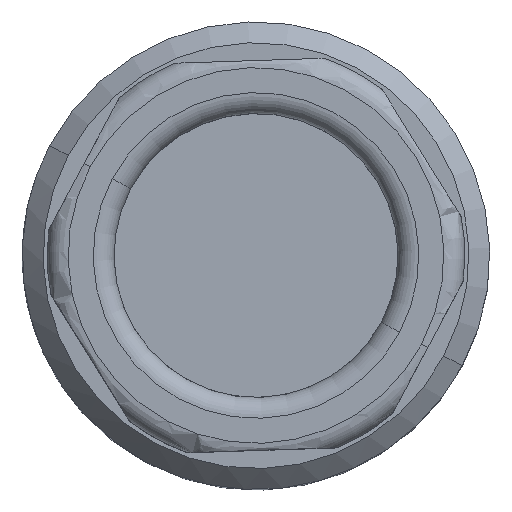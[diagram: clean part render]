
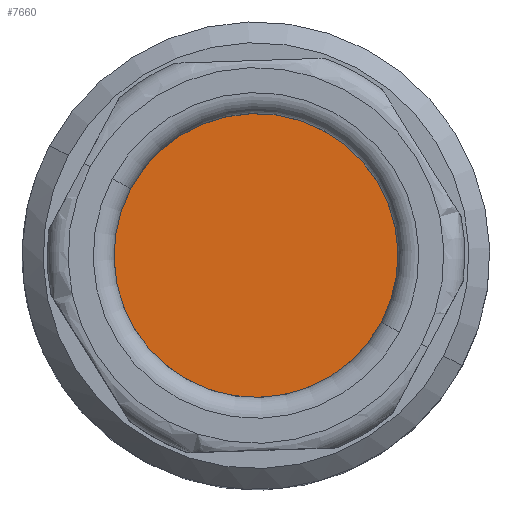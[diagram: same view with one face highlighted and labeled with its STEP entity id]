
A CAD part, top view. The second image highlights one B-rep face of the part: STEP entity #7660.
In plain terms, the highlighted planar face has unit normal (0, 0, 1).
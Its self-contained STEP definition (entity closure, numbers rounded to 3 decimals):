
#6738=AXIS2_PLACEMENT_3D('Plane Axis2P3D',#6735,#6736,#6737) ;
#7620=AXIS2_PLACEMENT_3D('Circle Axis2P3D',#7618,#7619,$) ;
#7646=AXIS2_PLACEMENT_3D('Circle Axis2P3D',#7644,#7645,$) ;
#6735=CARTESIAN_POINT('Axis2P3D Location',(8.4,8.4,44.95)) ;
#7618=CARTESIAN_POINT('Axis2P3D Location',(8.4,8.4,44.95)) ;
#7622=CARTESIAN_POINT('Vertex',(3.222,11.165,44.95)) ;
#7624=CARTESIAN_POINT('Vertex',(13.578,5.635,44.95)) ;
#7644=CARTESIAN_POINT('Axis2P3D Location',(8.4,8.4,44.95)) ;
#6736=DIRECTION('Axis2P3D Direction',(0.,-0.,1.)) ;
#6737=DIRECTION('Axis2P3D XDirection',(0.471,0.882,0.)) ;
#7619=DIRECTION('Axis2P3D Direction',(0.,0.,-1.)) ;
#7645=DIRECTION('Axis2P3D Direction',(0.,0.,-1.)) ;
#7657=ORIENTED_EDGE('',*,*,#7648,.T.) ;
#7658=ORIENTED_EDGE('',*,*,#7626,.T.) ;
#7660=ADVANCED_FACE('Hauptk\X2\00F6\X0\rper',(#7659),#6739,.T.) ;
#7621=CIRCLE('generated circle',#7620,5.87) ;
#7647=CIRCLE('generated circle',#7646,5.87) ;
#7626=EDGE_CURVE('',#7623,#7625,#7621,.F.) ;
#7648=EDGE_CURVE('',#7625,#7623,#7647,.F.) ;
#7656=EDGE_LOOP('',(#7657,#7658)) ;
#7659=FACE_OUTER_BOUND('',#7656,.T.) ;
#6739=PLANE('',#6738) ;
#7623=VERTEX_POINT('',#7622) ;
#7625=VERTEX_POINT('',#7624) ;
